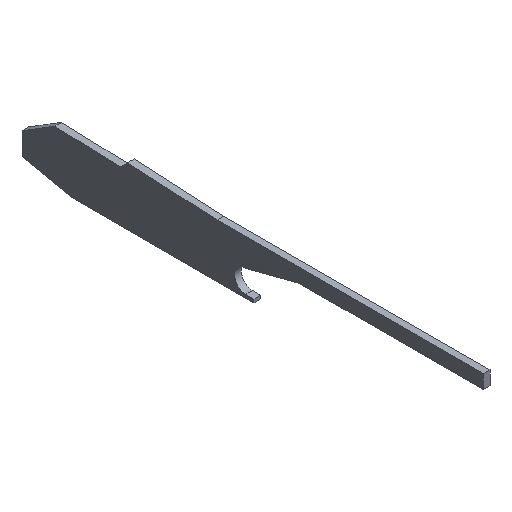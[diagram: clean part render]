
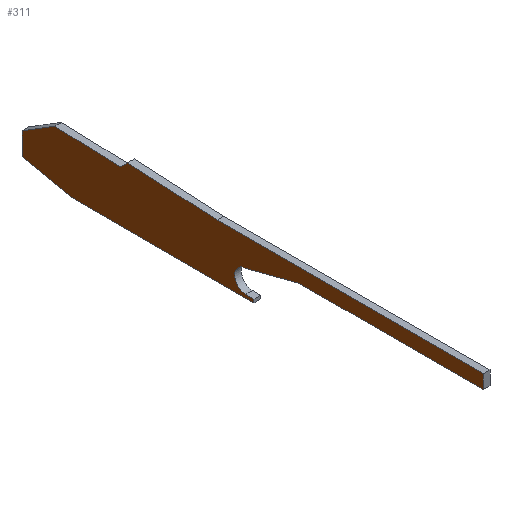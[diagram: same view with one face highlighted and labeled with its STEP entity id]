
A CAD part, isometric view. The second image highlights one B-rep face of the part: STEP entity #311.
In plain terms, the highlighted planar face has unit normal (-1, 0, 0).
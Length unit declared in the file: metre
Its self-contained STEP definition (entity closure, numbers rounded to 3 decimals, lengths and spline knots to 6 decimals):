
#12=CIRCLE('',#330,0.01);
#85=ORIENTED_EDGE('',*,*,#99,.F.);
#86=ORIENTED_EDGE('',*,*,#139,.T.);
#87=ORIENTED_EDGE('',*,*,#136,.T.);
#88=ORIENTED_EDGE('',*,*,#133,.T.);
#89=ORIENTED_EDGE('',*,*,#130,.F.);
#90=ORIENTED_EDGE('',*,*,#127,.T.);
#91=ORIENTED_EDGE('',*,*,#124,.F.);
#92=ORIENTED_EDGE('',*,*,#121,.T.);
#93=ORIENTED_EDGE('',*,*,#118,.T.);
#94=ORIENTED_EDGE('',*,*,#115,.T.);
#95=ORIENTED_EDGE('',*,*,#112,.F.);
#96=ORIENTED_EDGE('',*,*,#109,.T.);
#97=ORIENTED_EDGE('',*,*,#106,.T.);
#98=ORIENTED_EDGE('',*,*,#103,.F.);
#99=EDGE_CURVE('',#141,#142,#169,.T.);
#103=EDGE_CURVE('',#142,#145,#173,.T.);
#106=EDGE_CURVE('',#147,#145,#176,.T.);
#109=EDGE_CURVE('',#149,#147,#179,.T.);
#112=EDGE_CURVE('',#149,#151,#12,.T.);
#115=EDGE_CURVE('',#153,#151,#183,.T.);
#118=EDGE_CURVE('',#155,#153,#186,.T.);
#121=EDGE_CURVE('',#157,#155,#189,.T.);
#124=EDGE_CURVE('',#157,#159,#192,.T.);
#127=EDGE_CURVE('',#161,#159,#195,.T.);
#130=EDGE_CURVE('',#161,#163,#198,.T.);
#133=EDGE_CURVE('',#165,#163,#201,.T.);
#136=EDGE_CURVE('',#167,#165,#204,.T.);
#139=EDGE_CURVE('',#141,#167,#207,.T.);
#141=VERTEX_POINT('',#424);
#142=VERTEX_POINT('',#425);
#145=VERTEX_POINT('',#433);
#147=VERTEX_POINT('',#439);
#149=VERTEX_POINT('',#445);
#151=VERTEX_POINT('',#451);
#153=VERTEX_POINT('',#457);
#155=VERTEX_POINT('',#463);
#157=VERTEX_POINT('',#469);
#159=VERTEX_POINT('',#475);
#161=VERTEX_POINT('',#481);
#163=VERTEX_POINT('',#487);
#165=VERTEX_POINT('',#493);
#167=VERTEX_POINT('',#499);
#169=LINE('',#423,#209);
#173=LINE('',#432,#213);
#176=LINE('',#438,#216);
#179=LINE('',#444,#219);
#183=LINE('',#456,#223);
#186=LINE('',#462,#226);
#189=LINE('',#468,#229);
#192=LINE('',#474,#232);
#195=LINE('',#480,#235);
#198=LINE('',#486,#238);
#201=LINE('',#492,#241);
#204=LINE('',#498,#244);
#207=LINE('',#504,#247);
#209=VECTOR('',#347,1.);
#213=VECTOR('',#353,1.);
#216=VECTOR('',#358,1.);
#219=VECTOR('',#363,1.);
#223=VECTOR('',#375,1.);
#226=VECTOR('',#380,1.);
#229=VECTOR('',#385,1.);
#232=VECTOR('',#390,1.);
#235=VECTOR('',#395,1.);
#238=VECTOR('',#400,1.);
#241=VECTOR('',#405,1.);
#244=VECTOR('',#410,1.);
#247=VECTOR('',#415,1.);
#264=EDGE_LOOP('',(#85,#86,#87,#88,#89,#90,#91,#92,#93,#94,#95,#96,#97,
#98));
#280=FACE_BOUND('',#264,.T.);
#295=PLANE('',#342);
#311=ADVANCED_FACE('',(#280),#295,.F.);
#330=AXIS2_PLACEMENT_3D('',#450,#368,#369);
#342=AXIS2_PLACEMENT_3D('',#507,#419,#420);
#347=DIRECTION('',(0.,-1.,0.));
#353=DIRECTION('',(0.,0.,-1.));
#358=DIRECTION('',(0.,-1.,0.));
#363=DIRECTION('',(0.,-0.968,0.25));
#368=DIRECTION('',(-1.,0.,0.));
#369=DIRECTION('',(0.,0.,-1.));
#375=DIRECTION('',(0.,1.,0.024));
#380=DIRECTION('',(0.,0.,1.));
#385=DIRECTION('',(0.,-1.,0.));
#390=DIRECTION('',(0.,0.977,0.211));
#395=DIRECTION('',(0.,0.,-1.));
#400=DIRECTION('',(0.,-0.85,0.527));
#405=DIRECTION('',(0.,0.999,0.036));
#410=DIRECTION('',(0.,0.707,-0.707));
#415=DIRECTION('',(0.,0.999,0.052));
#419=DIRECTION('',(1.,0.,0.));
#420=DIRECTION('',(0.,1.,0.));
#423=CARTESIAN_POINT('',(0.13,-0.204699,-0.005438));
#424=CARTESIAN_POINT('',(0.13,-0.08615,-0.005438));
#425=CARTESIAN_POINT('',(0.13,-0.323248,-0.005438));
#432=CARTESIAN_POINT('',(0.13,-0.323248,-0.011595));
#433=CARTESIAN_POINT('',(0.13,-0.323248,-0.017753));
#438=CARTESIAN_POINT('',(0.13,-0.241095,-0.017753));
#439=CARTESIAN_POINT('',(0.13,-0.158942,-0.017753));
#444=CARTESIAN_POINT('',(0.13,-0.135286,-0.023864));
#445=CARTESIAN_POINT('',(0.13,-0.11163,-0.029974));
#450=CARTESIAN_POINT('',(0.13,-0.11163,-0.039974));
#451=CARTESIAN_POINT('',(0.13,-0.11163,-0.049974));
#456=CARTESIAN_POINT('',(0.13,-0.115251,-0.05006));
#457=CARTESIAN_POINT('',(0.13,-0.118872,-0.050145));
#462=CARTESIAN_POINT('',(0.13,-0.118872,-0.051569));
#463=CARTESIAN_POINT('',(0.13,-0.118872,-0.052992));
#468=CARTESIAN_POINT('',(0.13,-0.088143,-0.052992));
#469=CARTESIAN_POINT('',(0.13,0.044161,-0.052992));
#474=CARTESIAN_POINT('',(0.13,0.066001,-0.048277));
#475=CARTESIAN_POINT('',(0.13,0.087841,-0.043563));
#480=CARTESIAN_POINT('',(0.13,0.087841,-0.033563));
#481=CARTESIAN_POINT('',(0.13,0.087841,-0.023563));
#486=CARTESIAN_POINT('',(0.13,0.073234,-0.0145));
#487=CARTESIAN_POINT('',(0.13,0.058627,-0.005438));
#492=CARTESIAN_POINT('',(0.13,0.029344,-0.006505));
#493=CARTESIAN_POINT('',(0.13,0.000061,-0.007572));
#498=CARTESIAN_POINT('',(0.13,-0.003099,-0.004411));
#499=CARTESIAN_POINT('',(0.13,-0.006259,-0.001251));
#504=CARTESIAN_POINT('',(0.13,-0.046205,-0.003344));
#507=CARTESIAN_POINT('',(0.13,-0.123076,-0.027121));
